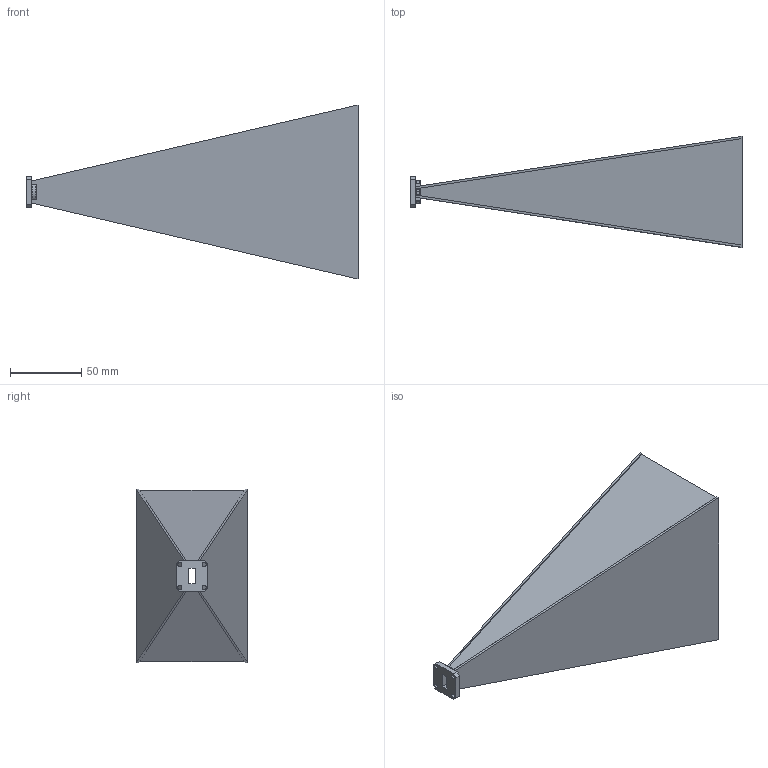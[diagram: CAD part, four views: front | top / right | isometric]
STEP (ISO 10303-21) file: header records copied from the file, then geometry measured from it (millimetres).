
FILE_DESCRIPTION (( 'STEP AP214' ), '1' );
FILE_NAME ('FM9852B-25_3D.step', '2025-05-07T18:25:38', ( '' ), ( '' ), 'SwSTEP 2.0', 'SolidWorks 2022', '' );
FILE_SCHEMA (( 'AUTOMOTIVE_DESIGN' ));
Length unit declared in the file: inch
Products named in the file (1): FM9852B-25_3D
Bounding box: 233.43 x 77.98 x 122.28 mm (x, y, z)
Volume: 81537.5 mm3; surface area: 103183.8 mm2
Topology: 1 solids, 1 shells, 72 faces, 199 edges, 130 vertices
Faces by surface type: plane 41, cylinder 21, torus 10
Entity records: 3115 total; most frequent: CARTESIAN_POINT 541, ORIENTED_EDGE 398, DIRECTION 355, EDGE_CURVE 199, LINE 135, VECTOR 135, VERTEX_POINT 130, AXIS2_PLACEMENT_3D 110
